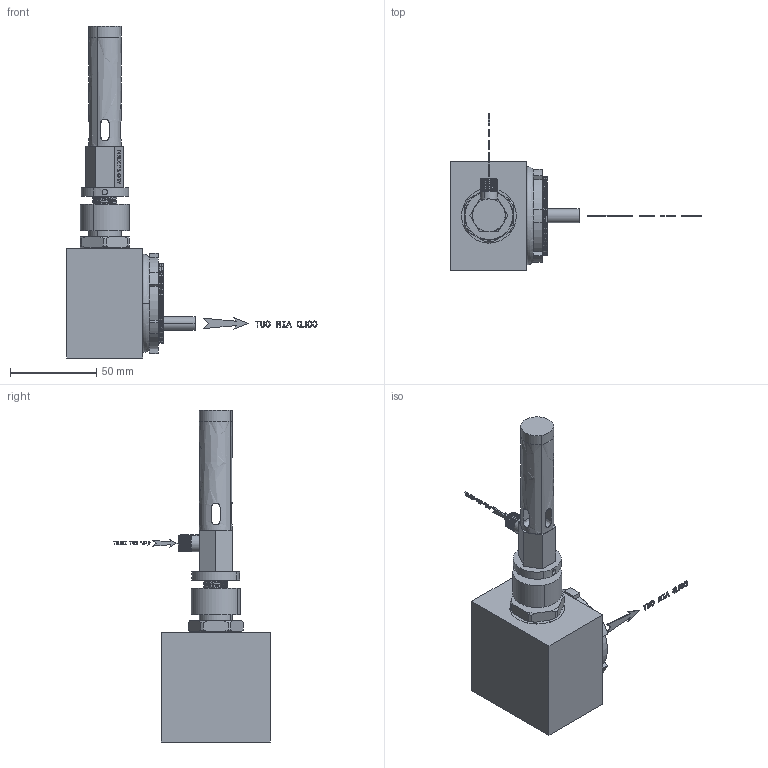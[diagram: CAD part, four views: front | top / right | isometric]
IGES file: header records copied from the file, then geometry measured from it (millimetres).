
Start section: START RECORD GO HERE.
Global section: file name: Small Panel Cooler With Side Mount.igs; native system: DASSAULT SYSTEMES CATIA V5 R20 - www.3ds.com; preprocessor: CATIA Version 5 Release 20 ; author: DESIGNENG; organization: KJNDESIGN; date: 20150325.111828; units: millimetre
Bounding box: 145.35 x 91.03 x 192.8 mm (x, y, z)
Volume: 211958.3 mm3; surface area: 57510.8 mm2
Topology: 32 solids, 32 shells, 1446 faces, 3917 edges, 2589 vertices
Faces by surface type: bspline 1446
